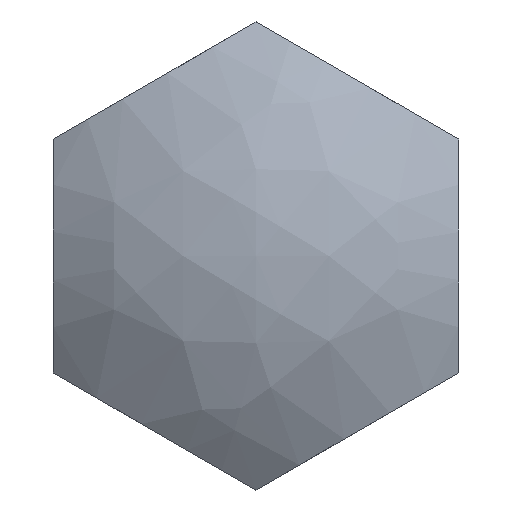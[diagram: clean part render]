
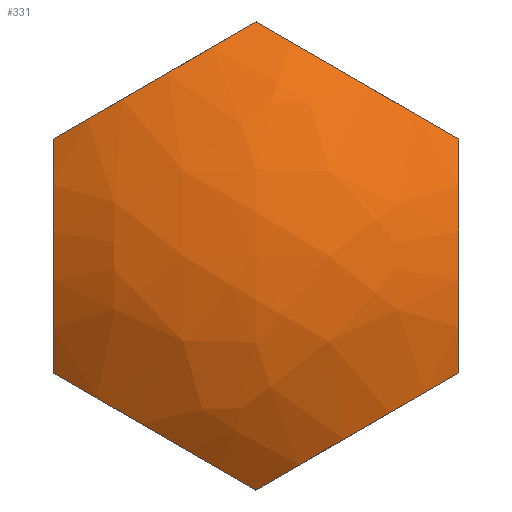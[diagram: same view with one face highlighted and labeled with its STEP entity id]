
A CAD part, front view. The second image highlights one B-rep face of the part: STEP entity #331.
In plain terms, the highlighted free-form (B-spline) face has degree [3, 3] with [4, 4] control points.
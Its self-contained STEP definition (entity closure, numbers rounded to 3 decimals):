
#9 = EDGE_CURVE ( 'NONE', #192, #21, #15, .T. ) ;
#15 = B_SPLINE_CURVE_WITH_KNOTS ( 'NONE', 3,
 ( #368, #150, #299, #300, #366, #178, #26, #30, #361, #239, #63, #236 ),
 .UNSPECIFIED., .F., .F.,
 ( 4, 2, 2, 2, 2, 4 ),
 ( 0., 0.003, 0.005, 0.006, 0.01, 0.013 ),
 .UNSPECIFIED. ) ;
#16 = CARTESIAN_POINT ( 'NONE',  ( -11., 4.551, -6.351 ) ) ;
#20 = CARTESIAN_POINT ( 'NONE',  ( -7.386, 3.43, -8.438 ) ) ;
#21 = VERTEX_POINT ( 'NONE', #205 ) ;
#25 = EDGE_CURVE ( 'NONE', #158, #132, #222, .T. ) ;
#26 = CARTESIAN_POINT ( 'NONE',  ( -5.027, 3.297, 9.799 ) ) ;
#30 = CARTESIAN_POINT ( 'NONE',  ( -6.439, 3.297, 8.984 ) ) ;
#32 = CARTESIAN_POINT ( 'NONE',  ( 3.614, 3.43, -10.615 ) ) ;
#37 = CARTESIAN_POINT ( 'NONE',  ( 10.123, 4.135, 6.857 ) ) ;
#40 = B_SPLINE_CURVE_WITH_KNOTS ( 'NONE', 3,
 ( #16, #116, #88, #169, #20, #386, #355, #51, #49, #168, #170, #321 ),
 .UNSPECIFIED., .F., .F.,
 ( 4, 2, 2, 2, 2, 4 ),
 ( 0., 0.003, 0.005, 0.006, 0.01, 0.013 ),
 .UNSPECIFIED. ) ;
#49 = CARTESIAN_POINT ( 'NONE',  ( -3.631, 3.401, -10.606 ) ) ;
#51 = CARTESIAN_POINT ( 'NONE',  ( -4.561, 3.297, -10.068 ) ) ;
#56 = CARTESIAN_POINT ( 'NONE',  ( 4.119, 3.709, 13.621 ) ) ;
#62 = ORIENTED_EDGE ( 'NONE', *, *, #216, .T. ) ;
#63 = CARTESIAN_POINT ( 'NONE',  ( -10.123, 4.135, 6.857 ) ) ;
#64 = CARTESIAN_POINT ( 'NONE',  ( 5.027, 3.297, -9.799 ) ) ;
#66 = CARTESIAN_POINT ( 'NONE',  ( 11., 4.551, -6.351 ) ) ;
#77 = CARTESIAN_POINT ( 'NONE',  ( 0., 4.551, 12.702 ) ) ;
#79 = AXIS2_PLACEMENT_3D ( 'NONE', #166, #384, #347 ) ;
#82 = CARTESIAN_POINT ( 'NONE',  ( -4.119, 3.709, -13.621 ) ) ;
#86 = CARTESIAN_POINT ( 'NONE',  ( 11., 7.186, -10.714 ) ) ;
#88 = CARTESIAN_POINT ( 'NONE',  ( -9.225, 3.824, -7.375 ) ) ;
#94 = CARTESIAN_POINT ( 'NONE',  ( 0.877, 4.135, -12.195 ) ) ;
#98 = AXIS2_PLACEMENT_3D ( 'NONE', #282, #162, #109 ) ;
#102 = CARTESIAN_POINT ( 'NONE',  ( 5.973, 3.297, 9.253 ) ) ;
#104 = CARTESIAN_POINT ( 'NONE',  ( 9.225, 3.824, 7.375 ) ) ;
#109 = DIRECTION ( 'NONE',  ( 0., 0., -1. ) ) ;
#114 = CARTESIAN_POINT ( 'NONE',  ( 4.119, -3.185, 5.374 ) ) ;
#116 = CARTESIAN_POINT ( 'NONE',  ( -10.123, 4.135, -6.857 ) ) ;
#117 = ORIENTED_EDGE ( 'NONE', *, *, #372, .T. ) ;
#125 = CARTESIAN_POINT ( 'NONE',  ( 7.369, 3.401, -8.447 ) ) ;
#126 = ORIENTED_EDGE ( 'NONE', *, *, #129, .T. ) ;
#129 = EDGE_CURVE ( 'NONE', #328, #192, #380, .T. ) ;
#132 = VERTEX_POINT ( 'NONE', #66 ) ;
#139 = CARTESIAN_POINT ( 'NONE',  ( 4.119, -3.185, -5.374 ) ) ;
#150 = CARTESIAN_POINT ( 'NONE',  ( -0.877, 4.135, 12.195 ) ) ;
#154 = CARTESIAN_POINT ( 'NONE',  ( 0., 4.551, -12.702 ) ) ;
#158 = VERTEX_POINT ( 'NONE', #154 ) ;
#161 = CARTESIAN_POINT ( 'NONE',  ( 0.877, 4.135, 12.195 ) ) ;
#162 = DIRECTION ( 'NONE',  ( -1., 0., 0. ) ) ;
#166 = CARTESIAN_POINT ( 'NONE',  ( -11., 20., 0. ) ) ;
#168 = CARTESIAN_POINT ( 'NONE',  ( -1.791, 3.819, -11.668 ) ) ;
#169 = CARTESIAN_POINT ( 'NONE',  ( -7.849, 3.51, -8.17 ) ) ;
#170 = CARTESIAN_POINT ( 'NONE',  ( -0.877, 4.135, -12.195 ) ) ;
#171 = CARTESIAN_POINT ( 'NONE',  ( -4.119, 3.709, 13.621 ) ) ;
#178 = CARTESIAN_POINT ( 'NONE',  ( -4.552, 3.324, 10.074 ) ) ;
#181 = CARTESIAN_POINT ( 'NONE',  ( 3.151, 3.51, -10.883 ) ) ;
#183 = CARTESIAN_POINT ( 'NONE',  ( 11., 4.551, -6.351 ) ) ;
#184 = CARTESIAN_POINT ( 'NONE',  ( 0., 4.551, 12.702 ) ) ;
#189 = CARTESIAN_POINT ( 'NONE',  ( 11., 7.186, 10.714 ) ) ;
#192 = VERTEX_POINT ( 'NONE', #77 ) ;
#193 = CARTESIAN_POINT ( 'NONE',  ( 11., 1.762, 4.228 ) ) ;
#196 = ORIENTED_EDGE ( 'NONE', *, *, #9, .T. ) ;
#198 = EDGE_LOOP ( 'NONE', ( #126, #196, #62, #117, #225, #325 ) ) ;
#205 = CARTESIAN_POINT ( 'NONE',  ( -11., 4.551, 6.351 ) ) ;
#216 = EDGE_CURVE ( 'NONE', #21, #351, #269, .T. ) ;
#222 = B_SPLINE_CURVE_WITH_KNOTS ( 'NONE', 3,
 ( #333, #94, #367, #181, #32, #242, #64, #272, #125, #266, #335, #183 ),
 .UNSPECIFIED., .F., .F.,
 ( 4, 2, 2, 2, 2, 4 ),
 ( 0., 0.003, 0.005, 0.006, 0.01, 0.013 ),
 .UNSPECIFIED. ) ;
#225 = ORIENTED_EDGE ( 'NONE', *, *, #25, .T. ) ;
#226 = CARTESIAN_POINT ( 'NONE',  ( -11., 7.186, -10.714 ) ) ;
#228 = CARTESIAN_POINT ( 'NONE',  ( -11., 4.551, -6.351 ) ) ;
#229 = CARTESIAN_POINT ( 'NONE',  ( 4.119, 3.709, -13.621 ) ) ;
#236 = CARTESIAN_POINT ( 'NONE',  ( -11., 4.551, 6.351 ) ) ;
#239 = CARTESIAN_POINT ( 'NONE',  ( -9.209, 3.819, 7.385 ) ) ;
#242 = CARTESIAN_POINT ( 'NONE',  ( 4.552, 3.324, -10.074 ) ) ;
#244 = CARTESIAN_POINT ( 'NONE',  ( 1.791, 3.819, 11.668 ) ) ;
#248 = CARTESIAN_POINT ( 'NONE',  ( 4.561, 3.297, 10.068 ) ) ;
#257 = EDGE_CURVE ( 'NONE', #132, #328, #394, .T. ) ;
#259 = CARTESIAN_POINT ( 'NONE',  ( -11., 1.762, 4.228 ) ) ;
#261 = CARTESIAN_POINT ( 'NONE',  ( -11., 1.762, -4.228 ) ) ;
#262 = FACE_OUTER_BOUND ( 'NONE', #198, .T. ) ;
#266 = CARTESIAN_POINT ( 'NONE',  ( 9.209, 3.819, -7.385 ) ) ;
#269 = CIRCLE ( 'NONE', #79, 16.703 ) ;
#272 = CARTESIAN_POINT ( 'NONE',  ( 6.439, 3.297, -8.984 ) ) ;
#275 = CARTESIAN_POINT ( 'NONE',  ( 11., 4.551, 6.351 ) ) ;
#282 = CARTESIAN_POINT ( 'NONE',  ( 11., 20., 0. ) ) ;
#287 = CARTESIAN_POINT ( 'NONE',  ( -4.119, -3.185, 5.374 ) ) ;
#291 = CARTESIAN_POINT ( 'NONE',  ( 11., 1.762, -4.228 ) ) ;
#299 = CARTESIAN_POINT ( 'NONE',  ( -1.775, 3.824, 11.677 ) ) ;
#300 = CARTESIAN_POINT ( 'NONE',  ( -3.151, 3.51, 10.883 ) ) ;
#312 = CARTESIAN_POINT ( 'NONE',  ( 6.448, 3.324, 8.979 ) ) ;
#319 = CARTESIAN_POINT ( 'NONE',  ( -11., 7.186, 10.714 ) ) ;
#321 = CARTESIAN_POINT ( 'NONE',  ( 0., 4.551, -12.702 ) ) ;
#325 = ORIENTED_EDGE ( 'NONE', *, *, #257, .T. ) ;
#328 = VERTEX_POINT ( 'NONE', #344 ) ;
#330 =( BOUNDED_SURFACE ( )  B_SPLINE_SURFACE ( 3, 3, ( 
 ( #189, #193, #291, #86 ),
 ( #56, #114, #139, #229 ),
 ( #171, #287, #391, #82 ),
 ( #319, #259, #261, #226 ) ),
 .UNSPECIFIED., .F., .F., .T. ) 
 B_SPLINE_SURFACE_WITH_KNOTS ( ( 4, 4 ),
 ( 4, 4 ),
 ( 0., 1. ),
 ( 0., 1. ),
 .UNSPECIFIED. ) 
 GEOMETRIC_REPRESENTATION_ITEM ( )  RATIONAL_B_SPLINE_SURFACE ( (
 ( 1., 0.845, 0.845, 1.),
 ( 0.89, 0.752, 0.752, 0.89),
 ( 0.89, 0.752, 0.752, 0.89),
 ( 1., 0.845, 0.845, 1.) ) ) 
 REPRESENTATION_ITEM ( '' )  SURFACE ( )  );
#331 = ADVANCED_FACE ( 'NONE', ( #262 ), #330, .T. ) ;
#333 = CARTESIAN_POINT ( 'NONE',  ( 0., 4.551, -12.702 ) ) ;
#335 = CARTESIAN_POINT ( 'NONE',  ( 10.123, 4.135, -6.857 ) ) ;
#336 = CARTESIAN_POINT ( 'NONE',  ( 3.631, 3.401, 10.606 ) ) ;
#344 = CARTESIAN_POINT ( 'NONE',  ( 11., 4.551, 6.351 ) ) ;
#347 = DIRECTION ( 'NONE',  ( 0., 0., -1. ) ) ;
#351 = VERTEX_POINT ( 'NONE', #228 ) ;
#355 = CARTESIAN_POINT ( 'NONE',  ( -5.973, 3.297, -9.253 ) ) ;
#361 = CARTESIAN_POINT ( 'NONE',  ( -7.369, 3.401, 8.447 ) ) ;
#366 = CARTESIAN_POINT ( 'NONE',  ( -3.614, 3.43, 10.615 ) ) ;
#367 = CARTESIAN_POINT ( 'NONE',  ( 1.775, 3.824, -11.677 ) ) ;
#368 = CARTESIAN_POINT ( 'NONE',  ( 0., 4.551, 12.702 ) ) ;
#370 = CARTESIAN_POINT ( 'NONE',  ( 7.849, 3.51, 8.17 ) ) ;
#372 = EDGE_CURVE ( 'NONE', #351, #158, #40, .T. ) ;
#374 = CARTESIAN_POINT ( 'NONE',  ( 7.386, 3.43, 8.438 ) ) ;
#380 = B_SPLINE_CURVE_WITH_KNOTS ( 'NONE', 3,
 ( #275, #37, #104, #370, #374, #312, #102, #248, #336, #244, #161, #184 ),
 .UNSPECIFIED., .F., .F.,
 ( 4, 2, 2, 2, 2, 4 ),
 ( 0., 0.003, 0.005, 0.006, 0.01, 0.013 ),
 .UNSPECIFIED. ) ;
#384 = DIRECTION ( 'NONE',  ( 1., 0., 0. ) ) ;
#386 = CARTESIAN_POINT ( 'NONE',  ( -6.448, 3.324, -8.979 ) ) ;
#391 = CARTESIAN_POINT ( 'NONE',  ( -4.119, -3.185, -5.374 ) ) ;
#394 = CIRCLE ( 'NONE', #98, 16.703 ) ;
